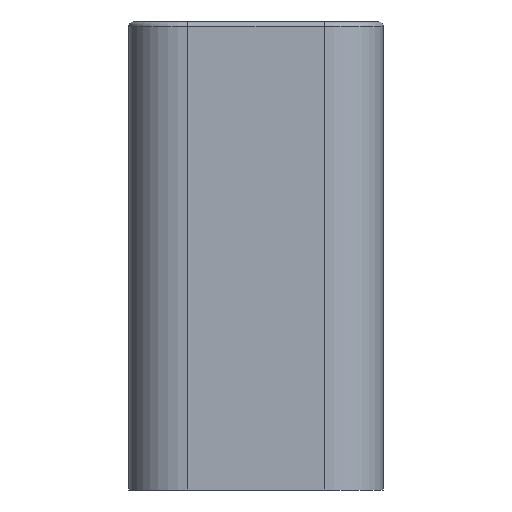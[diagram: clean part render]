
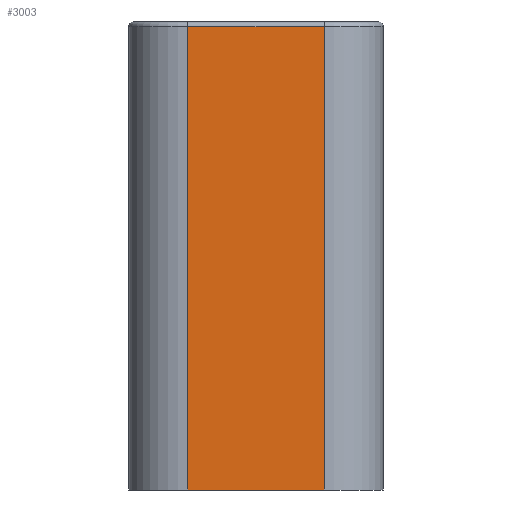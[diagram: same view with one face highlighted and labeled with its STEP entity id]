
A CAD part, front view. The second image highlights one B-rep face of the part: STEP entity #3003.
In plain terms, the highlighted planar face has unit normal (0, -1, 0).
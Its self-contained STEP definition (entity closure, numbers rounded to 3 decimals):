
#1248 = VERTEX_POINT('',#1249);
#1249 = CARTESIAN_POINT('',(-15.,0.,99.));
#1297 = EDGE_CURVE('',#1248,#1298,#1300,.T.);
#1298 = VERTEX_POINT('',#1299);
#1299 = CARTESIAN_POINT('',(15.,0.,99.));
#1300 = LINE('',#1301,#1302);
#1301 = CARTESIAN_POINT('',(-15.,0.,99.));
#1302 = VECTOR('',#1303,1.);
#1303 = DIRECTION('',(1.,0.,0.));
#2960 = EDGE_CURVE('',#2961,#1248,#2963,.T.);
#2961 = VERTEX_POINT('',#2962);
#2962 = CARTESIAN_POINT('',(-15.,0.,-3.));
#2963 = LINE('',#2964,#2965);
#2964 = CARTESIAN_POINT('',(-15.,0.,0.));
#2965 = VECTOR('',#2966,1.);
#2966 = DIRECTION('',(0.,0.,1.));
#3003 = ADVANCED_FACE('',(#3004),#3022,.T.);
#3004 = FACE_BOUND('',#3005,.T.);
#3005 = EDGE_LOOP('',(#3006,#3007,#3015,#3021));
#3006 = ORIENTED_EDGE('',*,*,#2960,.F.);
#3007 = ORIENTED_EDGE('',*,*,#3008,.F.);
#3008 = EDGE_CURVE('',#3009,#2961,#3011,.T.);
#3009 = VERTEX_POINT('',#3010);
#3010 = CARTESIAN_POINT('',(15.,0.,-3.));
#3011 = LINE('',#3012,#3013);
#3012 = CARTESIAN_POINT('',(15.,0.,-3.));
#3013 = VECTOR('',#3014,1.);
#3014 = DIRECTION('',(-1.,0.,0.));
#3015 = ORIENTED_EDGE('',*,*,#3016,.F.);
#3016 = EDGE_CURVE('',#1298,#3009,#3017,.T.);
#3017 = LINE('',#3018,#3019);
#3018 = CARTESIAN_POINT('',(15.,0.,0.));
#3019 = VECTOR('',#3020,1.);
#3020 = DIRECTION('',(0.,0.,-1.));
#3021 = ORIENTED_EDGE('',*,*,#1297,.F.);
#3022 = PLANE('',#3023);
#3023 = AXIS2_PLACEMENT_3D('',#3024,#3025,#3026);
#3024 = CARTESIAN_POINT('',(0.,0.,
    48.5));
#3025 = DIRECTION('',(-0.,-1.,-0.));
#3026 = DIRECTION('',(0.,0.,-1.));
